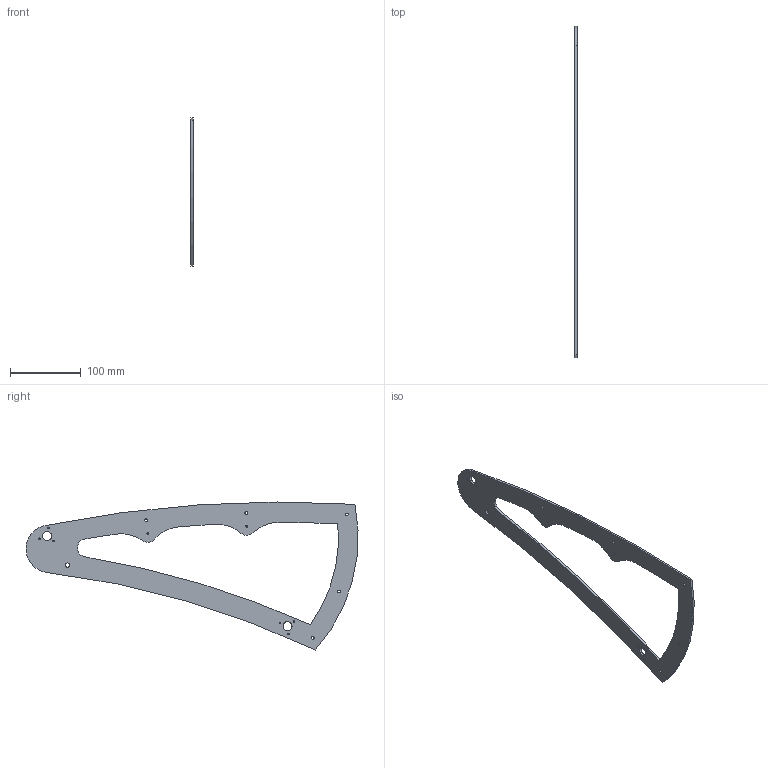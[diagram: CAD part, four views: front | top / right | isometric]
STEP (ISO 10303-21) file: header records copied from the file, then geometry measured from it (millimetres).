
FILE_DESCRIPTION(/* description */ ('STEP AP214'),/* implementation_level */ '2;1');
FILE_NAME(/* name */ '62525e1cecdeb77adb8bbcb0',/* time_stamp */ '2022-04-10T04:33:32+00:00',/* author */ (''),/* organization */ (''),/* preprocessor_version */ 'ST-DEVELOPER v18.101',/* originating_system */ ' ',/* authorisation */ ' ');
FILE_SCHEMA (('AUTOMOTIVE_DESIGN {1 0 10303 214 3 1 1}'));
Length unit declared in the file: metre
Products named in the file (1): rear_torso_r
Bounding box: 3.17 x 467.79 x 208.55 mm (x, y, z)
Volume: 101173.9 mm3; surface area: 70925.5 mm2
Topology: 1 solids, 1 shells, 34 faces, 99 edges, 67 vertices
Faces by surface type: cylinder 32, plane 2
Full cylindrical faces by diameter (mm): 2.381 x8, 4.039 x5, 6.35 x1, 12.7 x2
Entity records: 1162 total; most frequent: DIRECTION 214, CARTESIAN_POINT 179, ORIENTED_EDGE 160, AXIS2_PLACEMENT_3D 99, EDGE_LOOP 84, FACE_BOUND 84, EDGE_CURVE 80, VERTEX_POINT 64
